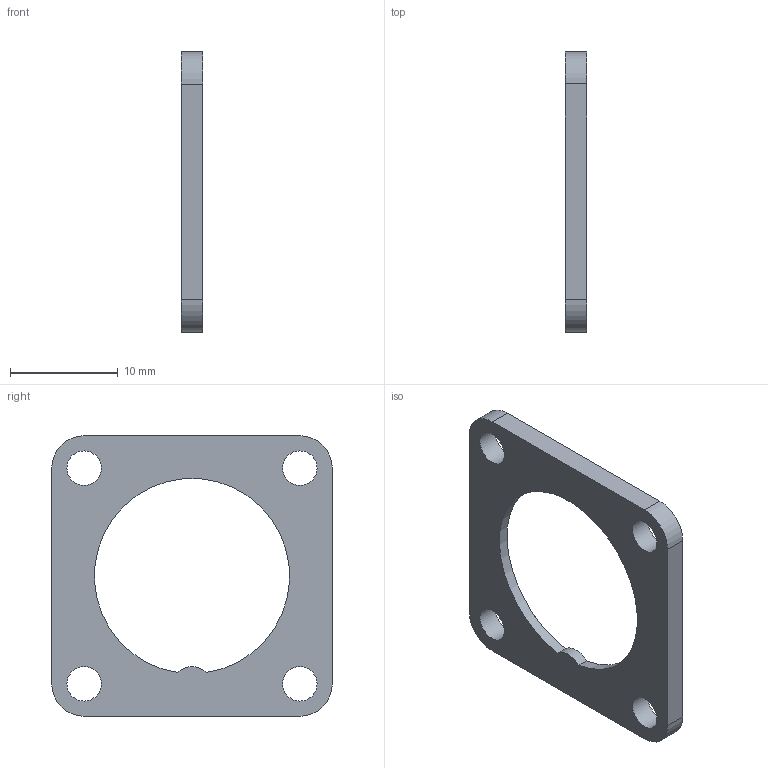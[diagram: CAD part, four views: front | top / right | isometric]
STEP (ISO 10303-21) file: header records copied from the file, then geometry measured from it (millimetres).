
FILE_DESCRIPTION(/* description */ (''),/* implementation_level */ '2;1');
FILE_NAME(/* name */ '08-0045-000-001-001_01.stp',/* time_stamp */ '2023-02-13T11:46:21+01:00',/* author */ (''),/* organization */ (''),/* preprocessor_version */ 'ST-DEVELOPER v16',/* originating_system */ 'SIEMENS PLM Software NX 11.0',/* authorisation */ '');
FILE_SCHEMA (('AUTOMOTIVE_DESIGN { 1 0 10303 214 3 1 1 1 }'));
Length unit declared in the file: millimetre
Products named in the file (1): cgoe1F603DF40a6e
Bounding box: 2 x 26 x 26 mm (x, y, z)
Volume: 669.8 mm3; surface area: 1161.3 mm2
Topology: 1 solids, 1 shells, 18 faces, 45 edges, 31 vertices
Faces by surface type: cylinder 11, plane 7
Full cylindrical faces by diameter (mm): 3.2 x4, 21 x1
Entity records: 599 total; most frequent: DIRECTION 102, CARTESIAN_POINT 91, ORIENTED_EDGE 80, AXIS2_PLACEMENT_3D 42, EDGE_CURVE 40, EDGE_LOOP 34, VERTEX_POINT 30, FACE_BOUND 24
